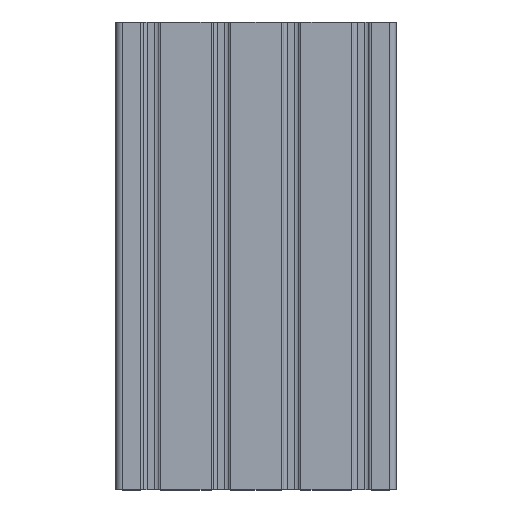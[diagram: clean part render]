
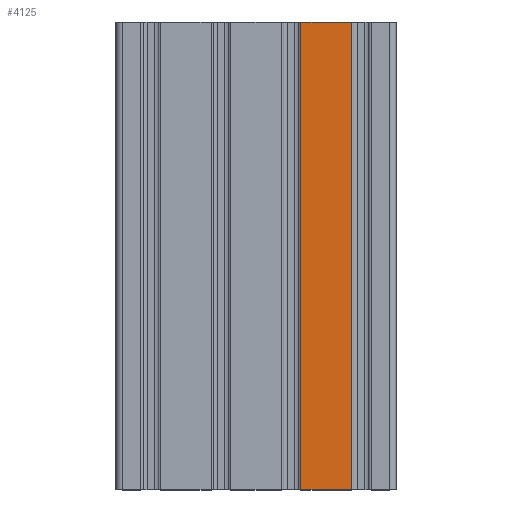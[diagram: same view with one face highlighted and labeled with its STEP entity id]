
A CAD part, top view. The second image highlights one B-rep face of the part: STEP entity #4125.
In plain terms, the highlighted planar face has unit normal (0, 0, 1).
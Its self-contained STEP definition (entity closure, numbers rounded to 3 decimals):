
#491=FACE_OUTER_BOUND('',#705,.T.);
#705=EDGE_LOOP('',(#3193,#3194,#3195,#3196));
#1061=LINE('',#6711,#1469);
#1062=LINE('',#6715,#1470);
#1063=LINE('',#6717,#1471);
#1064=LINE('',#6718,#1472);
#1469=VECTOR('',#5459,200.);
#1470=VECTOR('',#5464,21.65);
#1471=VECTOR('',#5465,200.);
#1472=VECTOR('',#5466,21.65);
#1885=VERTEX_POINT('',#6708);
#1886=VERTEX_POINT('',#6710);
#1887=VERTEX_POINT('',#6714);
#1888=VERTEX_POINT('',#6716);
#2436=EDGE_CURVE('',#1885,#1886,#1061,.T.);
#2438=EDGE_CURVE('',#1885,#1887,#1062,.T.);
#2439=EDGE_CURVE('',#1887,#1888,#1063,.T.);
#2440=EDGE_CURVE('',#1886,#1888,#1064,.T.);
#3193=ORIENTED_EDGE('',*,*,#2438,.T.);
#3194=ORIENTED_EDGE('',*,*,#2439,.T.);
#3195=ORIENTED_EDGE('',*,*,#2440,.F.);
#3196=ORIENTED_EDGE('',*,*,#2436,.F.);
#3949=PLANE('',#4481);
#4125=ADVANCED_FACE('',(#491),#3949,.T.);
#4481=AXIS2_PLACEMENT_3D('',#6713,#5462,#5463);
#5459=DIRECTION('',(0.,-1.,0.));
#5462=DIRECTION('center_axis',(0.,0.,1.));
#5463=DIRECTION('ref_axis',(1.,0.,0.));
#5464=DIRECTION('',(-1.,0.,0.));
#5465=DIRECTION('',(0.,-1.,0.));
#5466=DIRECTION('',(-1.,0.,0.));
#6708=CARTESIAN_POINT('',(40.825,200.,15.));
#6710=CARTESIAN_POINT('',(40.825,0.,15.));
#6711=CARTESIAN_POINT('',(40.825,0.,15.));
#6713=CARTESIAN_POINT('Origin',(19.175,0.,15.));
#6714=CARTESIAN_POINT('',(19.175,200.,15.));
#6715=CARTESIAN_POINT('',(9.588,200.,15.));
#6716=CARTESIAN_POINT('',(19.175,0.,15.));
#6717=CARTESIAN_POINT('',(19.175,0.,15.));
#6718=CARTESIAN_POINT('',(9.588,0.,15.));
